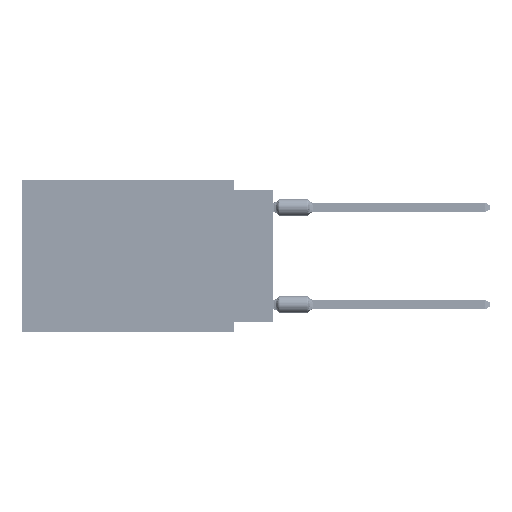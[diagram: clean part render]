
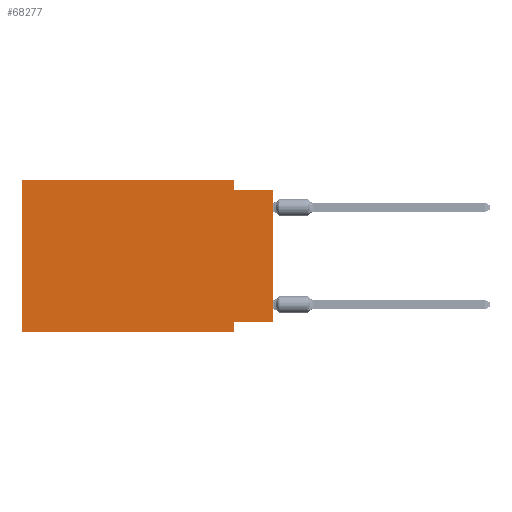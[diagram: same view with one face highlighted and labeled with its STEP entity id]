
A CAD part, left-side view. The second image highlights one B-rep face of the part: STEP entity #68277.
In plain terms, the highlighted planar face has unit normal (-1, 0, 0).
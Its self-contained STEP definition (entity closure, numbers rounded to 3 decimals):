
#544 = LINE ( 'NONE', #5543, #16523 ) ;
#1389 = CARTESIAN_POINT ( 'NONE',  ( 0., 0., -0.635 ) ) ;
#4349 = DIRECTION ( 'NONE',  ( 0., 0., 1. ) ) ;
#5543 = CARTESIAN_POINT ( 'NONE',  ( 0., 16.383, -9.906 ) ) ;
#8544 = VECTOR ( 'NONE', #40827, 1000. ) ;
#9455 = DIRECTION ( 'NONE',  ( 0., -1., 0. ) ) ;
#10048 = CARTESIAN_POINT ( 'NONE',  ( 0., 0., -9.271 ) ) ;
#11227 = VERTEX_POINT ( 'NONE', #18428 ) ;
#11517 = CARTESIAN_POINT ( 'NONE',  ( 0., 0., -0.635 ) ) ;
#12092 = DIRECTION ( 'NONE',  ( 0., 1., 0. ) ) ;
#12291 = LINE ( 'NONE', #24019, #46347 ) ;
#12426 = VERTEX_POINT ( 'NONE', #56231 ) ;
#13684 = DIRECTION ( 'NONE',  ( 0., -1., 0. ) ) ;
#14263 = VECTOR ( 'NONE', #9455, 1000. ) ;
#14529 = EDGE_CURVE ( 'NONE', #55966, #69054, #46028, .T. ) ;
#16523 = VECTOR ( 'NONE', #59351, 1000. ) ;
#17111 = CARTESIAN_POINT ( 'NONE',  ( 0., 0., -9.271 ) ) ;
#18087 = DIRECTION ( 'NONE',  ( 1., 0., 0. ) ) ;
#18428 = CARTESIAN_POINT ( 'NONE',  ( 0., 2.54, -0.635 ) ) ;
#18727 = ORIENTED_EDGE ( 'NONE', *, *, #39475, .F. ) ;
#19782 = ORIENTED_EDGE ( 'NONE', *, *, #14529, .F. ) ;
#23678 = ORIENTED_EDGE ( 'NONE', *, *, #59847, .T. ) ;
#24019 = CARTESIAN_POINT ( 'NONE',  ( 0., 2.54, 0. ) ) ;
#24459 = CARTESIAN_POINT ( 'NONE',  ( 0., 16.383, 0. ) ) ;
#24676 = VERTEX_POINT ( 'NONE', #10048 ) ;
#24678 = EDGE_CURVE ( 'NONE', #12426, #42268, #58517, .T. ) ;
#24819 = FACE_OUTER_BOUND ( 'NONE', #36221, .T. ) ;
#25193 = ORIENTED_EDGE ( 'NONE', *, *, #66031, .F. ) ;
#25708 = CARTESIAN_POINT ( 'NONE',  ( 0., 16.383, 0. ) ) ;
#27131 = ORIENTED_EDGE ( 'NONE', *, *, #67218, .F. ) ;
#28085 = VECTOR ( 'NONE', #13684, 1000. ) ;
#29853 = ORIENTED_EDGE ( 'NONE', *, *, #24678, .F. ) ;
#30153 = DIRECTION ( 'NONE',  ( 0., 0., -1. ) ) ;
#31466 = AXIS2_PLACEMENT_3D ( 'NONE', #24459, #18087, #30153 ) ;
#36221 = EDGE_LOOP ( 'NONE', ( #45190, #18727, #27131, #25193, #29853, #23678, #19782, #44907 ) ) ;
#37186 = VECTOR ( 'NONE', #4349, 1000. ) ;
#39475 = EDGE_CURVE ( 'NONE', #11227, #57920, #69685, .T. ) ;
#40760 = LINE ( 'NONE', #62521, #28085 ) ;
#40769 = DIRECTION ( 'NONE',  ( 0., 0., -1. ) ) ;
#40827 = DIRECTION ( 'NONE',  ( 0., 0., 1. ) ) ;
#41371 = CARTESIAN_POINT ( 'NONE',  ( 0., 2.54, -9.906 ) ) ;
#41973 = VECTOR ( 'NONE', #62793, 1000. ) ;
#42268 = VERTEX_POINT ( 'NONE', #67351 ) ;
#42608 = CARTESIAN_POINT ( 'NONE',  ( 0., 2.54, -9.271 ) ) ;
#44864 = LINE ( 'NONE', #17111, #60966 ) ;
#44907 = ORIENTED_EDGE ( 'NONE', *, *, #64930, .F. ) ;
#45190 = ORIENTED_EDGE ( 'NONE', *, *, #46693, .T. ) ;
#46028 = LINE ( 'NONE', #41371, #41973 ) ;
#46163 = LINE ( 'NONE', #51533, #8544 ) ;
#46347 = VECTOR ( 'NONE', #40769, 1000. ) ;
#46693 = EDGE_CURVE ( 'NONE', #24676, #57920, #46163, .T. ) ;
#47144 = VERTEX_POINT ( 'NONE', #52843 ) ;
#51533 = CARTESIAN_POINT ( 'NONE',  ( 0., 0., 0. ) ) ;
#52843 = CARTESIAN_POINT ( 'NONE',  ( 0., 2.54, 0. ) ) ;
#55966 = VERTEX_POINT ( 'NONE', #42608 ) ;
#56231 = CARTESIAN_POINT ( 'NONE',  ( 0., 16.383, -9.906 ) ) ;
#57920 = VERTEX_POINT ( 'NONE', #1389 ) ;
#58517 = LINE ( 'NONE', #25708, #37186 ) ;
#59351 = DIRECTION ( 'NONE',  ( 0., -1., 0. ) ) ;
#59826 = CARTESIAN_POINT ( 'NONE',  ( 0., 2.54, -9.906 ) ) ;
#59847 = EDGE_CURVE ( 'NONE', #12426, #69054, #544, .T. ) ;
#60966 = VECTOR ( 'NONE', #12092, 1000. ) ;
#62521 = CARTESIAN_POINT ( 'NONE',  ( 0., 16.383, 0. ) ) ;
#62793 = DIRECTION ( 'NONE',  ( 0., 0., -1. ) ) ;
#64930 = EDGE_CURVE ( 'NONE', #24676, #55966, #44864, .T. ) ;
#66031 = EDGE_CURVE ( 'NONE', #42268, #47144, #40760, .T. ) ;
#66900 = PLANE ( 'NONE',  #31466 ) ;
#67218 = EDGE_CURVE ( 'NONE', #47144, #11227, #12291, .T. ) ;
#67351 = CARTESIAN_POINT ( 'NONE',  ( 0., 16.383, 0. ) ) ;
#68277 = ADVANCED_FACE ( 'NONE', ( #24819 ), #66900, .F. ) ;
#69054 = VERTEX_POINT ( 'NONE', #59826 ) ;
#69685 = LINE ( 'NONE', #11517, #14263 ) ;
